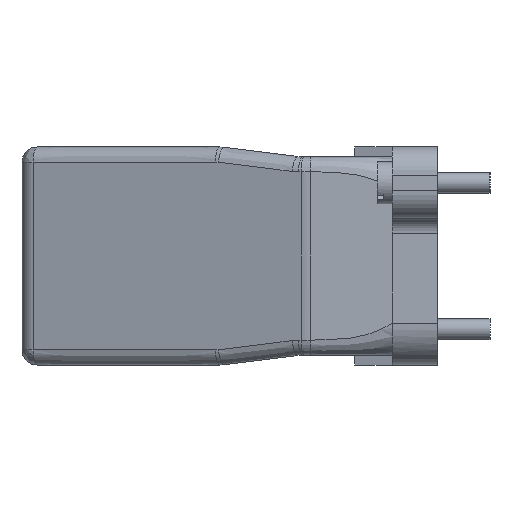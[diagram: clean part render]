
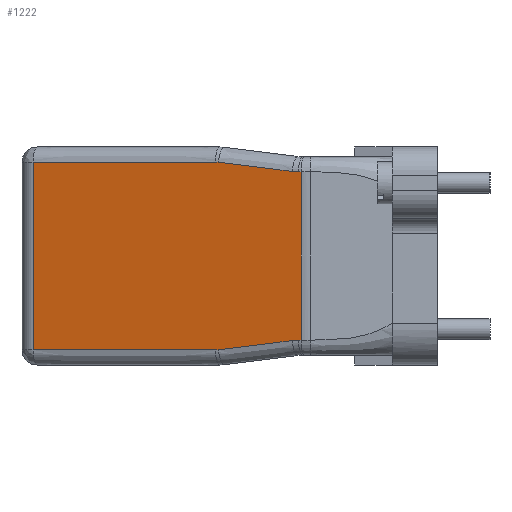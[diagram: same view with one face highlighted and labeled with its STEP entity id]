
A CAD part, left-side view. The second image highlights one B-rep face of the part: STEP entity #1222.
In plain terms, the highlighted planar face has unit normal (-0.966, 0.259, 0).
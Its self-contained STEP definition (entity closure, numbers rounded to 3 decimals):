
#782=B_SPLINE_CURVE_WITH_KNOTS('',3,(#10613,#10614,#10615,#10616),
 .UNSPECIFIED.,.F.,.F.,(4,4),(0.,1.),.UNSPECIFIED.);
#783=B_SPLINE_CURVE_WITH_KNOTS('',3,(#10618,#10619,#10620,#10621),
 .UNSPECIFIED.,.F.,.F.,(4,4),(0.,1.),.UNSPECIFIED.);
#784=B_SPLINE_CURVE_WITH_KNOTS('',3,(#10623,#10624,#10625,#10626),
 .UNSPECIFIED.,.F.,.F.,(4,4),(0.,1.),.UNSPECIFIED.);
#785=B_SPLINE_CURVE_WITH_KNOTS('',3,(#10628,#10629,#10630,#10631),
 .UNSPECIFIED.,.F.,.F.,(4,4),(0.,1.),.UNSPECIFIED.);
#786=B_SPLINE_CURVE_WITH_KNOTS('',3,(#10633,#10634,#10635,#10636),
 .UNSPECIFIED.,.F.,.F.,(4,4),(0.,1.),.UNSPECIFIED.);
#787=B_SPLINE_CURVE_WITH_KNOTS('',3,(#10640,#10641,#10642,#10643),
 .UNSPECIFIED.,.F.,.F.,(4,4),(0.,1.),.UNSPECIFIED.);
#788=B_SPLINE_CURVE_WITH_KNOTS('',3,(#10645,#10646,#10647,#10648),
 .UNSPECIFIED.,.F.,.F.,(4,4),(0.,1.),.UNSPECIFIED.);
#789=B_SPLINE_CURVE_WITH_KNOTS('',3,(#10650,#10651,#10652,#10653),
 .UNSPECIFIED.,.F.,.F.,(4,4),(0.,1.),.UNSPECIFIED.);
#790=B_SPLINE_CURVE_WITH_KNOTS('',3,(#10655,#10656,#10657,#10658),
 .UNSPECIFIED.,.F.,.F.,(4,4),(0.,1.),.UNSPECIFIED.);
#791=B_SPLINE_CURVE_WITH_KNOTS('',3,(#10660,#10661,#10662,#10663),
 .UNSPECIFIED.,.F.,.F.,(4,4),(0.,1.),.UNSPECIFIED.);
#1222=ADVANCED_FACE('',(#1729),#1465,.T.);
#1465=PLANE('',#7066);
#1729=FACE_OUTER_BOUND('',#2086,.T.);
#2086=EDGE_LOOP('',(#3767,#3768,#3769,#3770,#3771,#3772,#3773,#3774,#3775,
#3776,#3777,#3778));
#3767=ORIENTED_EDGE('',*,*,#5306,.T.);
#3768=ORIENTED_EDGE('',*,*,#5307,.T.);
#3769=ORIENTED_EDGE('',*,*,#5308,.T.);
#3770=ORIENTED_EDGE('',*,*,#5309,.T.);
#3771=ORIENTED_EDGE('',*,*,#5310,.T.);
#3772=ORIENTED_EDGE('',*,*,#5311,.F.);
#3773=ORIENTED_EDGE('',*,*,#5312,.T.);
#3774=ORIENTED_EDGE('',*,*,#5313,.T.);
#3775=ORIENTED_EDGE('',*,*,#5314,.T.);
#3776=ORIENTED_EDGE('',*,*,#5315,.T.);
#3777=ORIENTED_EDGE('',*,*,#5316,.T.);
#3778=ORIENTED_EDGE('',*,*,#5304,.T.);
#4510=VERTEX_POINT('',#10608);
#4511=VERTEX_POINT('',#10610);
#4512=VERTEX_POINT('',#10617);
#4513=VERTEX_POINT('',#10622);
#4514=VERTEX_POINT('',#10627);
#4515=VERTEX_POINT('',#10632);
#4516=VERTEX_POINT('',#10637);
#4517=VERTEX_POINT('',#10639);
#4518=VERTEX_POINT('',#10644);
#4519=VERTEX_POINT('',#10649);
#4520=VERTEX_POINT('',#10654);
#4521=VERTEX_POINT('',#10659);
#5304=EDGE_CURVE('',#4511,#4510,#5927,.T.);
#5306=EDGE_CURVE('',#4510,#4512,#782,.T.);
#5307=EDGE_CURVE('',#4512,#4513,#783,.T.);
#5308=EDGE_CURVE('',#4513,#4514,#784,.T.);
#5309=EDGE_CURVE('',#4514,#4515,#785,.T.);
#5310=EDGE_CURVE('',#4515,#4516,#786,.T.);
#5311=EDGE_CURVE('',#4517,#4516,#5928,.T.);
#5312=EDGE_CURVE('',#4517,#4518,#787,.T.);
#5313=EDGE_CURVE('',#4518,#4519,#788,.T.);
#5314=EDGE_CURVE('',#4519,#4520,#789,.T.);
#5315=EDGE_CURVE('',#4520,#4521,#790,.T.);
#5316=EDGE_CURVE('',#4521,#4511,#791,.T.);
#5927=LINE('',#10609,#6491);
#5928=LINE('',#10638,#6492);
#6491=VECTOR('',#8509,1.);
#6492=VECTOR('',#8514,1.);
#7066=AXIS2_PLACEMENT_3D('',#10664,#8515,#8516);
#8509=DIRECTION('',(0.,0.,-1.));
#8514=DIRECTION('',(0.,0.,-1.));
#8515=DIRECTION('',(-0.966,0.259,0.));
#8516=DIRECTION('',(-0.259,-0.966,0.));
#10608=CARTESIAN_POINT('',(-55.564,89.535,-25.));
#10609=CARTESIAN_POINT('',(-55.564,89.535,25.));
#10610=CARTESIAN_POINT('',(-55.564,89.535,25.));
#10613=CARTESIAN_POINT('',(-55.564,89.535,-25.));
#10614=CARTESIAN_POINT('',(-59.898,73.36,-25.));
#10615=CARTESIAN_POINT('',(-64.233,57.184,-25.));
#10616=CARTESIAN_POINT('',(-68.567,41.009,-25.));
#10617=CARTESIAN_POINT('',(-68.567,41.009,-25.));
#10618=CARTESIAN_POINT('',(-68.567,41.009,-25.));
#10619=CARTESIAN_POINT('',(-68.633,40.761,-25.));
#10620=CARTESIAN_POINT('',(-68.7,40.513,-24.985));
#10621=CARTESIAN_POINT('',(-68.766,40.266,-24.954));
#10622=CARTESIAN_POINT('',(-68.766,40.266,-24.954));
#10623=CARTESIAN_POINT('',(-68.766,40.266,-24.954));
#10624=CARTESIAN_POINT('',(-70.518,33.726,-24.138));
#10625=CARTESIAN_POINT('',(-72.271,27.186,-23.323));
#10626=CARTESIAN_POINT('',(-74.023,20.646,-22.508));
#10627=CARTESIAN_POINT('',(-74.023,20.646,-22.508));
#10628=CARTESIAN_POINT('',(-74.023,20.646,-22.508));
#10629=CARTESIAN_POINT('',(-74.177,20.072,-22.436));
#10630=CARTESIAN_POINT('',(-74.332,19.493,-22.4));
#10631=CARTESIAN_POINT('',(-74.487,18.914,-22.4));
#10632=CARTESIAN_POINT('',(-74.487,18.914,-22.4));
#10633=CARTESIAN_POINT('',(-74.487,18.914,-22.4));
#10634=CARTESIAN_POINT('',(-74.544,18.7,-22.4));
#10635=CARTESIAN_POINT('',(-74.602,18.486,-22.4));
#10636=CARTESIAN_POINT('',(-74.659,18.272,-22.4));
#10637=CARTESIAN_POINT('',(-74.659,18.272,-22.4));
#10638=CARTESIAN_POINT('',(-74.659,18.272,22.4));
#10639=CARTESIAN_POINT('',(-74.659,18.272,22.4));
#10640=CARTESIAN_POINT('',(-74.659,18.272,22.4));
#10641=CARTESIAN_POINT('',(-74.602,18.486,22.4));
#10642=CARTESIAN_POINT('',(-74.544,18.7,22.4));
#10643=CARTESIAN_POINT('',(-74.487,18.914,22.4));
#10644=CARTESIAN_POINT('',(-74.487,18.914,22.4));
#10645=CARTESIAN_POINT('',(-74.487,18.914,22.4));
#10646=CARTESIAN_POINT('',(-74.332,19.493,22.4));
#10647=CARTESIAN_POINT('',(-74.177,20.072,22.436));
#10648=CARTESIAN_POINT('',(-74.023,20.646,22.508));
#10649=CARTESIAN_POINT('',(-74.023,20.646,22.508));
#10650=CARTESIAN_POINT('',(-74.023,20.646,22.508));
#10651=CARTESIAN_POINT('',(-72.271,27.186,23.323));
#10652=CARTESIAN_POINT('',(-70.518,33.726,24.138));
#10653=CARTESIAN_POINT('',(-68.766,40.266,24.954));
#10654=CARTESIAN_POINT('',(-68.766,40.266,24.954));
#10655=CARTESIAN_POINT('',(-68.766,40.266,24.954));
#10656=CARTESIAN_POINT('',(-68.7,40.513,24.985));
#10657=CARTESIAN_POINT('',(-68.633,40.761,25.));
#10658=CARTESIAN_POINT('',(-68.567,41.009,25.));
#10659=CARTESIAN_POINT('',(-68.567,41.009,25.));
#10660=CARTESIAN_POINT('',(-68.567,41.009,25.));
#10661=CARTESIAN_POINT('',(-64.233,57.184,25.));
#10662=CARTESIAN_POINT('',(-59.898,73.36,25.));
#10663=CARTESIAN_POINT('',(-55.564,89.535,25.));
#10664=CARTESIAN_POINT('',(-55.538,89.632,-29.1));
